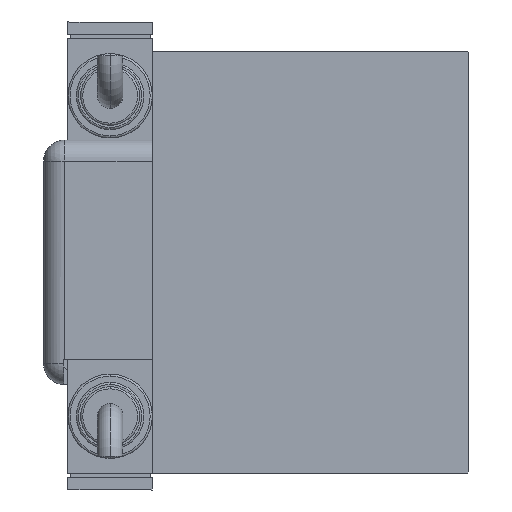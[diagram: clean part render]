
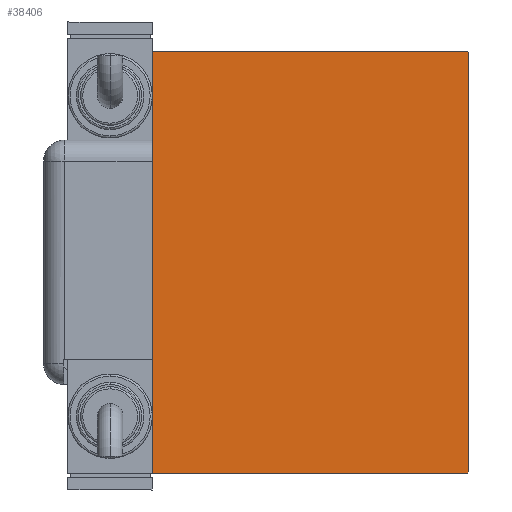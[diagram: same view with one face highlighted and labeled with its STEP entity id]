
A CAD part, left-side view. The second image highlights one B-rep face of the part: STEP entity #38406.
In plain terms, the highlighted face is planar.
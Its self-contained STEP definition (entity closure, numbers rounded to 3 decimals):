
#1246 = LINE ( 'NONE', #19373, #3259 ) ;
#2577 = DIRECTION ( 'NONE',  ( 0., -0.707, -0.707 ) ) ;
#3195 = LINE ( 'NONE', #35547, #53112 ) ;
#3259 = VECTOR ( 'NONE', #55588, 1000. ) ;
#3895 = CARTESIAN_POINT ( 'NONE',  ( 98., -37.5, -50. ) ) ;
#6166 = EDGE_CURVE ( 'NONE', #21227, #21063, #48295, .T. ) ;
#6208 = VERTEX_POINT ( 'NONE', #18253 ) ;
#8051 = DIRECTION ( 'NONE',  ( 0., 1., 0. ) ) ;
#9605 = ORIENTED_EDGE ( 'NONE', *, *, #29102, .T. ) ;
#11104 = ORIENTED_EDGE ( 'NONE', *, *, #26111, .T. ) ;
#11257 = CARTESIAN_POINT ( 'NONE',  ( 98., -37.2, 50. ) ) ;
#12599 = CARTESIAN_POINT ( 'NONE',  ( 98., 37.5, 49.7 ) ) ;
#12831 = ORIENTED_EDGE ( 'NONE', *, *, #34007, .T. ) ;
#13699 = VERTEX_POINT ( 'NONE', #55878 ) ;
#14585 = LINE ( 'NONE', #55867, #56710 ) ;
#15919 = VERTEX_POINT ( 'NONE', #53812 ) ;
#16516 = DIRECTION ( 'NONE',  ( 0., 0., 1. ) ) ;
#18253 = CARTESIAN_POINT ( 'NONE',  ( 98., -37.2, -50. ) ) ;
#18275 = LINE ( 'NONE', #22452, #28911 ) ;
#18299 = DIRECTION ( 'NONE',  ( 0., 0.707, 0.707 ) ) ;
#18645 = ORIENTED_EDGE ( 'NONE', *, *, #27494, .T. ) ;
#19373 = CARTESIAN_POINT ( 'NONE',  ( 98., 43.6, 43.6 ) ) ;
#21063 = VERTEX_POINT ( 'NONE', #12599 ) ;
#21227 = VERTEX_POINT ( 'NONE', #37141 ) ;
#22452 = CARTESIAN_POINT ( 'NONE',  ( 98., -37.5, 50. ) ) ;
#22494 = FACE_OUTER_BOUND ( 'NONE', #27303, .T. ) ;
#23203 = ORIENTED_EDGE ( 'NONE', *, *, #29731, .T. ) ;
#23214 = DIRECTION ( 'NONE',  ( 0., -1., 0. ) ) ;
#24177 = CARTESIAN_POINT ( 'NONE',  ( 98., -37.5, -49.7 ) ) ;
#25722 = VECTOR ( 'NONE', #16516, 1000. ) ;
#26111 = EDGE_CURVE ( 'NONE', #21063, #15919, #1246, .T. ) ;
#27303 = EDGE_LOOP ( 'NONE', ( #23203, #27486, #45810, #11104, #53682, #12831, #18645, #9605 ) ) ;
#27486 = ORIENTED_EDGE ( 'NONE', *, *, #53139, .T. ) ;
#27494 = EDGE_CURVE ( 'NONE', #34364, #57992, #18275, .T. ) ;
#28162 = VECTOR ( 'NONE', #2577, 1000. ) ;
#28911 = VECTOR ( 'NONE', #35816, 1000. ) ;
#29102 = EDGE_CURVE ( 'NONE', #57992, #6208, #38237, .T. ) ;
#29541 = CARTESIAN_POINT ( 'NONE',  ( 98., -37.5, 49.7 ) ) ;
#29731 = EDGE_CURVE ( 'NONE', #6208, #13699, #49033, .T. ) ;
#32869 = DIRECTION ( 'NONE',  ( 0., 0., -1. ) ) ;
#34007 = EDGE_CURVE ( 'NONE', #55081, #34364, #47438, .T. ) ;
#34076 = CARTESIAN_POINT ( 'NONE',  ( 98., -43.6, -43.6 ) ) ;
#34364 = VERTEX_POINT ( 'NONE', #29541 ) ;
#35547 = CARTESIAN_POINT ( 'NONE',  ( 98., 43.6, -43.6 ) ) ;
#35816 = DIRECTION ( 'NONE',  ( 0., 0., -1. ) ) ;
#37141 = CARTESIAN_POINT ( 'NONE',  ( 98., 37.5, -49.7 ) ) ;
#38237 = LINE ( 'NONE', #34076, #47900 ) ;
#38406 = ADVANCED_FACE ( 'NONE', ( #22494 ), #58703, .T. ) ;
#40263 = CARTESIAN_POINT ( 'NONE',  ( 98., 37.5, -50. ) ) ;
#44140 = CARTESIAN_POINT ( 'NONE',  ( 98., -43.6, 43.6 ) ) ;
#45810 = ORIENTED_EDGE ( 'NONE', *, *, #6166, .T. ) ;
#46115 = EDGE_CURVE ( 'NONE', #15919, #55081, #14585, .T. ) ;
#47438 = LINE ( 'NONE', #44140, #28162 ) ;
#47900 = VECTOR ( 'NONE', #56340, 1000. ) ;
#48295 = LINE ( 'NONE', #40263, #25722 ) ;
#49033 = LINE ( 'NONE', #3895, #56496 ) ;
#50097 = CARTESIAN_POINT ( 'NONE',  ( 98., 0., 0. ) ) ;
#50391 = DIRECTION ( 'NONE',  ( 1., 0., 0. ) ) ;
#53112 = VECTOR ( 'NONE', #18299, 1000. ) ;
#53139 = EDGE_CURVE ( 'NONE', #13699, #21227, #3195, .T. ) ;
#53682 = ORIENTED_EDGE ( 'NONE', *, *, #46115, .T. ) ;
#53812 = CARTESIAN_POINT ( 'NONE',  ( 98., 37.2, 50. ) ) ;
#54869 = AXIS2_PLACEMENT_3D ( 'NONE', #50097, #50391, #32869 ) ;
#55081 = VERTEX_POINT ( 'NONE', #11257 ) ;
#55588 = DIRECTION ( 'NONE',  ( 0., -0.707, 0.707 ) ) ;
#55867 = CARTESIAN_POINT ( 'NONE',  ( 98., 37.5, 50. ) ) ;
#55878 = CARTESIAN_POINT ( 'NONE',  ( 98., 37.2, -50. ) ) ;
#56340 = DIRECTION ( 'NONE',  ( 0., 0.707, -0.707 ) ) ;
#56496 = VECTOR ( 'NONE', #8051, 1000. ) ;
#56710 = VECTOR ( 'NONE', #23214, 1000. ) ;
#57992 = VERTEX_POINT ( 'NONE', #24177 ) ;
#58703 = PLANE ( 'NONE',  #54869 ) ;
